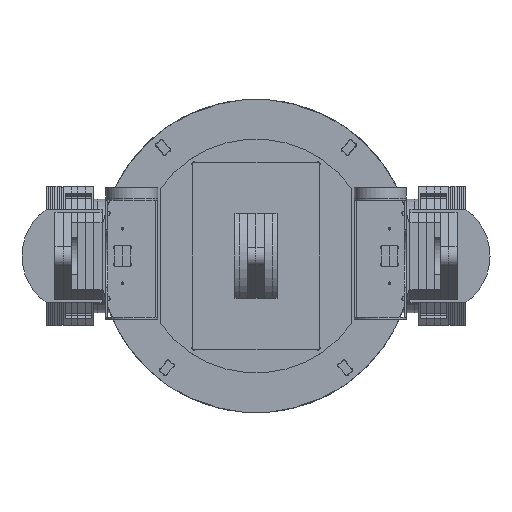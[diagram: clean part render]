
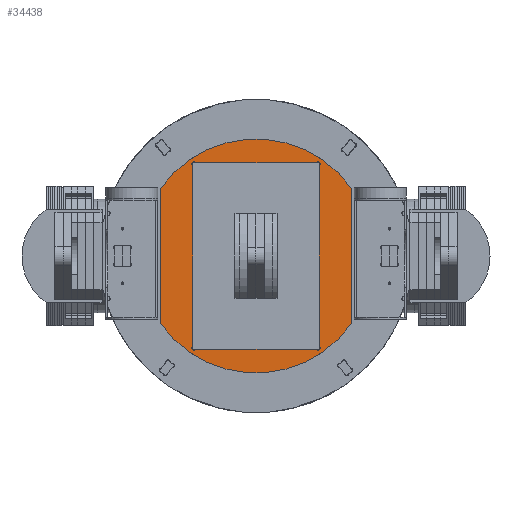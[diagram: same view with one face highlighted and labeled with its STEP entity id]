
A CAD part, front view. The second image highlights one B-rep face of the part: STEP entity #34438.
In plain terms, the highlighted planar face has unit normal (0, -1, 0).
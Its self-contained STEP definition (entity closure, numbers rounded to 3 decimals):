
#1350=FACE_BOUND('',#6323,.T.);
#2241=PLANE('',#38590);
#3971=FACE_OUTER_BOUND('',#6322,.T.);
#6322=EDGE_LOOP('',(#31464,#31465,#31466,#31467));
#6323=EDGE_LOOP('',(#31468,#31469,#31470,#31471,#31472,#31473,#31474,#31475));
#9482=LINE('',#58143,#12770);
#9486=LINE('',#58155,#12774);
#9490=LINE('',#58167,#12778);
#9494=LINE('',#58178,#12782);
#9496=LINE('',#58183,#12784);
#9501=LINE('',#58197,#12789);
#12770=VECTOR('',#48157,10.);
#12774=VECTOR('',#48169,10.);
#12778=VECTOR('',#48181,10.);
#12782=VECTOR('',#48193,10.);
#12784=VECTOR('',#48197,10.);
#12789=VECTOR('',#48210,10.);
#14494=CIRCLE('',#38566,3.185);
#14496=CIRCLE('',#38570,3.185);
#14498=CIRCLE('',#38574,3.185);
#14500=CIRCLE('',#38578,3.185);
#14502=CIRCLE('',#38583,171.45);
#14504=CIRCLE('',#38587,171.45);
#17510=VERTEX_POINT('',#58133);
#17511=VERTEX_POINT('',#58134);
#17514=VERTEX_POINT('',#58142);
#17516=VERTEX_POINT('',#58148);
#17518=VERTEX_POINT('',#58154);
#17520=VERTEX_POINT('',#58160);
#17522=VERTEX_POINT('',#58166);
#17524=VERTEX_POINT('',#58172);
#17526=VERTEX_POINT('',#58181);
#17527=VERTEX_POINT('',#58182);
#17530=VERTEX_POINT('',#58190);
#17532=VERTEX_POINT('',#58196);
#22180=EDGE_CURVE('',#17510,#17511,#14494,.T.);
#22184=EDGE_CURVE('',#17514,#17510,#9482,.T.);
#22187=EDGE_CURVE('',#17516,#17514,#14496,.T.);
#22190=EDGE_CURVE('',#17518,#17516,#9486,.T.);
#22193=EDGE_CURVE('',#17520,#17518,#14498,.T.);
#22196=EDGE_CURVE('',#17522,#17520,#9490,.T.);
#22199=EDGE_CURVE('',#17524,#17522,#14500,.T.);
#22202=EDGE_CURVE('',#17511,#17524,#9494,.T.);
#22204=EDGE_CURVE('',#17526,#17527,#9496,.T.);
#22208=EDGE_CURVE('',#17530,#17527,#14502,.T.);
#22211=EDGE_CURVE('',#17532,#17530,#9501,.T.);
#22214=EDGE_CURVE('',#17526,#17532,#14504,.T.);
#31464=ORIENTED_EDGE('',*,*,#22214,.F.);
#31465=ORIENTED_EDGE('',*,*,#22204,.T.);
#31466=ORIENTED_EDGE('',*,*,#22208,.F.);
#31467=ORIENTED_EDGE('',*,*,#22211,.F.);
#31468=ORIENTED_EDGE('',*,*,#22202,.F.);
#31469=ORIENTED_EDGE('',*,*,#22180,.F.);
#31470=ORIENTED_EDGE('',*,*,#22184,.F.);
#31471=ORIENTED_EDGE('',*,*,#22187,.F.);
#31472=ORIENTED_EDGE('',*,*,#22190,.F.);
#31473=ORIENTED_EDGE('',*,*,#22193,.F.);
#31474=ORIENTED_EDGE('',*,*,#22196,.F.);
#31475=ORIENTED_EDGE('',*,*,#22199,.F.);
#34438=ADVANCED_FACE('',(#3971,#1350),#2241,.F.);
#38566=AXIS2_PLACEMENT_3D('',#58135,#48149,#48150);
#38570=AXIS2_PLACEMENT_3D('',#58149,#48162,#48163);
#38574=AXIS2_PLACEMENT_3D('',#58161,#48174,#48175);
#38578=AXIS2_PLACEMENT_3D('',#58173,#48186,#48187);
#38583=AXIS2_PLACEMENT_3D('',#58191,#48203,#48204);
#38587=AXIS2_PLACEMENT_3D('',#58202,#48215,#48216);
#38590=AXIS2_PLACEMENT_3D('',#58205,#48221,#48222);
#48149=DIRECTION('center_axis',(0.,-1.,0.));
#48150=DIRECTION('ref_axis',(-0.707,0.,-0.707));
#48157=DIRECTION('',(-1.,0.,0.));
#48162=DIRECTION('center_axis',(0.,-1.,0.));
#48163=DIRECTION('ref_axis',(-0.707,0.,0.707));
#48169=DIRECTION('',(0.,0.,1.));
#48174=DIRECTION('center_axis',(0.,-1.,0.));
#48175=DIRECTION('ref_axis',(0.707,0.,0.707));
#48181=DIRECTION('',(1.,0.,0.));
#48186=DIRECTION('center_axis',(0.,-1.,0.));
#48187=DIRECTION('ref_axis',(0.707,0.,-0.707));
#48193=DIRECTION('',(0.,0.,-1.));
#48197=DIRECTION('',(0.,0.,-1.));
#48203=DIRECTION('center_axis',(0.,1.,0.));
#48204=DIRECTION('ref_axis',(0.815,0.,-0.58));
#48210=DIRECTION('',(0.,0.,-1.));
#48215=DIRECTION('center_axis',(0.,1.,0.));
#48216=DIRECTION('ref_axis',(-0.815,0.,0.58));
#48221=DIRECTION('center_axis',(0.,1.,0.));
#48222=DIRECTION('ref_axis',(1.,0.,0.));
#58133=CARTESIAN_POINT('',(-88.496,0.,137.));
#58134=CARTESIAN_POINT('',(-93.,0.,132.496));
#58135=CARTESIAN_POINT('Origin',(-90.748,0.,134.748));
#58142=CARTESIAN_POINT('',(88.496,0.,137.));
#58143=CARTESIAN_POINT('',(88.496,0.,137.));
#58148=CARTESIAN_POINT('',(93.,0.,132.496));
#58149=CARTESIAN_POINT('Origin',(90.748,0.,134.748));
#58154=CARTESIAN_POINT('',(93.,0.,-132.496));
#58155=CARTESIAN_POINT('',(93.,0.,0.));
#58160=CARTESIAN_POINT('',(88.496,0.,-137.));
#58161=CARTESIAN_POINT('Origin',(90.748,0.,-134.748));
#58166=CARTESIAN_POINT('',(-88.496,0.,-137.));
#58167=CARTESIAN_POINT('',(88.496,0.,-137.));
#58172=CARTESIAN_POINT('',(-93.,0.,-132.496));
#58173=CARTESIAN_POINT('Origin',(-90.748,0.,-134.748));
#58178=CARTESIAN_POINT('',(-93.,0.,0.));
#58181=CARTESIAN_POINT('',(-139.7,0.,99.393));
#58182=CARTESIAN_POINT('',(-139.7,0.,-99.393));
#58183=CARTESIAN_POINT('',(-139.7,0.,99.393));
#58190=CARTESIAN_POINT('',(139.7,0.,-99.393));
#58191=CARTESIAN_POINT('Origin',(0.,0.,0.));
#58196=CARTESIAN_POINT('',(139.7,0.,99.393));
#58197=CARTESIAN_POINT('',(139.7,0.,99.393));
#58202=CARTESIAN_POINT('Origin',(0.,0.,0.));
#58205=CARTESIAN_POINT('Origin',(0.,0.,0.));
